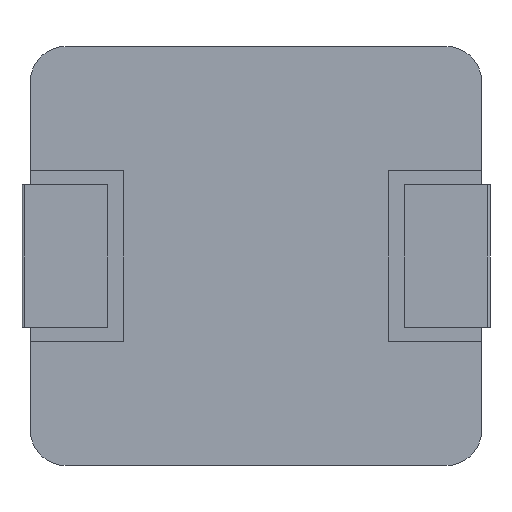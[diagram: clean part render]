
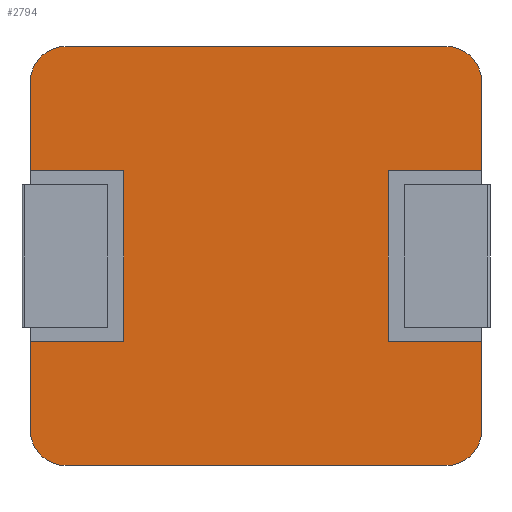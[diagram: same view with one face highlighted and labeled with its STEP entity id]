
A CAD part, front view. The second image highlights one B-rep face of the part: STEP entity #2794.
In plain terms, the highlighted planar face has unit normal (0, -1, 0).
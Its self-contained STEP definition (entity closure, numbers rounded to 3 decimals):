
#34 = EDGE_CURVE ( 'NONE', #3127, #758, #3582, .T. ) ;
#51 = VECTOR ( 'NONE', #3074, 1000. ) ;
#62 = VERTEX_POINT ( 'NONE', #2125 ) ;
#73 = VERTEX_POINT ( 'NONE', #1804 ) ;
#80 = VERTEX_POINT ( 'NONE', #2083 ) ;
#86 = CARTESIAN_POINT ( 'NONE',  ( 0., 0., 0. ) ) ;
#125 = LINE ( 'NONE', #3001, #931 ) ;
#132 = VERTEX_POINT ( 'NONE', #2491 ) ;
#139 = LINE ( 'NONE', #390, #2552 ) ;
#144 = LINE ( 'NONE', #2619, #1344 ) ;
#170 = DIRECTION ( 'NONE',  ( 0., -1., 0. ) ) ;
#186 = EDGE_CURVE ( 'NONE', #557, #1693, #343, .T. ) ;
#210 = DIRECTION ( 'NONE',  ( 0., 0., -1. ) ) ;
#300 = EDGE_CURVE ( 'NONE', #793, #2163, #634, .T. ) ;
#335 = VECTOR ( 'NONE', #1349, 1000. ) ;
#342 = CARTESIAN_POINT ( 'NONE',  ( 0., 0., -9.417 ) ) ;
#343 = LINE ( 'NONE', #2798, #3239 ) ;
#372 = EDGE_CURVE ( 'NONE', #2273, #557, #125, .T. ) ;
#390 = CARTESIAN_POINT ( 'NONE',  ( 11.1, 0., 0. ) ) ;
#409 = ORIENTED_EDGE ( 'NONE', *, *, #3535, .T. ) ;
#536 = AXIS2_PLACEMENT_3D ( 'NONE', #86, #2673, #765 ) ;
#540 = DIRECTION ( 'NONE',  ( 0., 0., -1. ) ) ;
#541 = VERTEX_POINT ( 'NONE', #3161 ) ;
#557 = VERTEX_POINT ( 'NONE', #2832 ) ;
#612 = VERTEX_POINT ( 'NONE', #2146 ) ;
#634 = CIRCLE ( 'NONE', #3019, 0.883 ) ;
#758 = VERTEX_POINT ( 'NONE', #342 ) ;
#765 = DIRECTION ( 'NONE',  ( 0., 0., -1. ) ) ;
#781 = FACE_OUTER_BOUND ( 'NONE', #2912, .T. ) ;
#793 = VERTEX_POINT ( 'NONE', #3243 ) ;
#818 = CARTESIAN_POINT ( 'NONE',  ( 0., 0., -10.3 ) ) ;
#866 = CARTESIAN_POINT ( 'NONE',  ( 2.3, 0., -3.05 ) ) ;
#889 = CARTESIAN_POINT ( 'NONE',  ( 11.1, 0., -3.05 ) ) ;
#904 = EDGE_CURVE ( 'NONE', #132, #3093, #924, .T. ) ;
#924 = LINE ( 'NONE', #3564, #335 ) ;
#931 = VECTOR ( 'NONE', #3611, 1000. ) ;
#969 = CARTESIAN_POINT ( 'NONE',  ( 0., 0., 0. ) ) ;
#1006 = LINE ( 'NONE', #818, #51 ) ;
#1038 = EDGE_CURVE ( 'NONE', #541, #2316, #1666, .T. ) ;
#1088 = VECTOR ( 'NONE', #3160, 1000. ) ;
#1155 = ORIENTED_EDGE ( 'NONE', *, *, #186, .T. ) ;
#1294 = VECTOR ( 'NONE', #2488, 1000. ) ;
#1344 = VECTOR ( 'NONE', #1388, 1000. ) ;
#1349 = DIRECTION ( 'NONE',  ( 0., 0., 1. ) ) ;
#1378 = CARTESIAN_POINT ( 'NONE',  ( 10.217, 0., -0.883 ) ) ;
#1388 = DIRECTION ( 'NONE',  ( 1., 0., 0. ) ) ;
#1482 = CARTESIAN_POINT ( 'NONE',  ( 8.8, 0., -3.05 ) ) ;
#1502 = DIRECTION ( 'NONE',  ( 0., 0., 1. ) ) ;
#1564 = DIRECTION ( 'NONE',  ( 1., 0., 0. ) ) ;
#1632 = ORIENTED_EDGE ( 'NONE', *, *, #372, .T. ) ;
#1666 = CIRCLE ( 'NONE', #2730, 0.883 ) ;
#1693 = VERTEX_POINT ( 'NONE', #1482 ) ;
#1722 = DIRECTION ( 'NONE',  ( -1., 0., 0. ) ) ;
#1804 = CARTESIAN_POINT ( 'NONE',  ( 0.883, 0., -10.3 ) ) ;
#1817 = VERTEX_POINT ( 'NONE', #2234 ) ;
#1884 = LINE ( 'NONE', #969, #1987 ) ;
#1987 = VECTOR ( 'NONE', #3176, 1000. ) ;
#2083 = CARTESIAN_POINT ( 'NONE',  ( 0., 0., -0.883 ) ) ;
#2115 = ORIENTED_EDGE ( 'NONE', *, *, #3649, .T. ) ;
#2124 = CARTESIAN_POINT ( 'NONE',  ( 10.217, 0., -9.417 ) ) ;
#2125 = CARTESIAN_POINT ( 'NONE',  ( 0., 0., -3.05 ) ) ;
#2139 = CIRCLE ( 'NONE', #3168, 0.883 ) ;
#2146 = CARTESIAN_POINT ( 'NONE',  ( 11.1, 0., -3.05 ) ) ;
#2163 = VERTEX_POINT ( 'NONE', #3566 ) ;
#2174 = CARTESIAN_POINT ( 'NONE',  ( 0.883, 0., -0.883 ) ) ;
#2201 = ORIENTED_EDGE ( 'NONE', *, *, #2296, .F. ) ;
#2234 = CARTESIAN_POINT ( 'NONE',  ( 0.883, 0., 0. ) ) ;
#2259 = VECTOR ( 'NONE', #1722, 1000. ) ;
#2273 = VERTEX_POINT ( 'NONE', #2689 ) ;
#2286 = VECTOR ( 'NONE', #1564, 1000. ) ;
#2296 = EDGE_CURVE ( 'NONE', #2273, #2316, #2990, .T. ) ;
#2303 = ORIENTED_EDGE ( 'NONE', *, *, #4119, .F. ) ;
#2316 = VERTEX_POINT ( 'NONE', #3703 ) ;
#2346 = ORIENTED_EDGE ( 'NONE', *, *, #2605, .F. ) ;
#2452 = CARTESIAN_POINT ( 'NONE',  ( 0.883, 0., -9.417 ) ) ;
#2488 = DIRECTION ( 'NONE',  ( 0., 0., -1. ) ) ;
#2491 = CARTESIAN_POINT ( 'NONE',  ( 2.3, 0., -7.25 ) ) ;
#2552 = VECTOR ( 'NONE', #3547, 1000. ) ;
#2605 = EDGE_CURVE ( 'NONE', #793, #612, #139, .T. ) ;
#2619 = CARTESIAN_POINT ( 'NONE',  ( 0., 0., 0. ) ) ;
#2671 = DIRECTION ( 'NONE',  ( 0., 0., -1. ) ) ;
#2673 = DIRECTION ( 'NONE',  ( 0., -1., 0. ) ) ;
#2686 = PLANE ( 'NONE',  #536 ) ;
#2689 = CARTESIAN_POINT ( 'NONE',  ( 11.1, 0., -7.25 ) ) ;
#2730 = AXIS2_PLACEMENT_3D ( 'NONE', #2124, #3717, #210 ) ;
#2734 = DIRECTION ( 'NONE',  ( 0., 0., -1. ) ) ;
#2794 = ADVANCED_FACE ( 'NONE', ( #781 ), #2686, .T. ) ;
#2798 = CARTESIAN_POINT ( 'NONE',  ( 8.8, 0., -3.05 ) ) ;
#2832 = CARTESIAN_POINT ( 'NONE',  ( 8.8, 0., -7.25 ) ) ;
#2833 = CARTESIAN_POINT ( 'NONE',  ( 0., 0., -7.25 ) ) ;
#2896 = ORIENTED_EDGE ( 'NONE', *, *, #1038, .T. ) ;
#2912 = EDGE_LOOP ( 'NONE', ( #2201, #1632, #1155, #409, #2346, #3702, #3658, #3970, #2115, #3567, #3865, #2303, #4004, #3229, #3824, #2896 ) ) ;
#2935 = LINE ( 'NONE', #2833, #2286 ) ;
#2943 = EDGE_CURVE ( 'NONE', #3093, #62, #3858, .T. ) ;
#2990 = LINE ( 'NONE', #3763, #1294 ) ;
#3001 = CARTESIAN_POINT ( 'NONE',  ( 11.1, 0., -7.25 ) ) ;
#3019 = AXIS2_PLACEMENT_3D ( 'NONE', #1378, #3650, #2671 ) ;
#3024 = CARTESIAN_POINT ( 'NONE',  ( 0., 0., 0. ) ) ;
#3074 = DIRECTION ( 'NONE',  ( 1., 0., 0. ) ) ;
#3093 = VERTEX_POINT ( 'NONE', #866 ) ;
#3115 = DIRECTION ( 'NONE',  ( 0., 0., -1. ) ) ;
#3127 = VERTEX_POINT ( 'NONE', #3181 ) ;
#3160 = DIRECTION ( 'NONE',  ( 1., 0., 0. ) ) ;
#3161 = CARTESIAN_POINT ( 'NONE',  ( 10.217, 0., -10.3 ) ) ;
#3168 = AXIS2_PLACEMENT_3D ( 'NONE', #2174, #4060, #3115 ) ;
#3176 = DIRECTION ( 'NONE',  ( 0., 0., -1. ) ) ;
#3181 = CARTESIAN_POINT ( 'NONE',  ( 0., 0., -7.25 ) ) ;
#3229 = ORIENTED_EDGE ( 'NONE', *, *, #3873, .T. ) ;
#3239 = VECTOR ( 'NONE', #1502, 1000. ) ;
#3243 = CARTESIAN_POINT ( 'NONE',  ( 11.1, 0., -0.883 ) ) ;
#3274 = EDGE_CURVE ( 'NONE', #1817, #2163, #144, .T. ) ;
#3461 = EDGE_CURVE ( 'NONE', #73, #541, #1006, .T. ) ;
#3498 = VECTOR ( 'NONE', #540, 1000. ) ;
#3535 = EDGE_CURVE ( 'NONE', #1693, #612, #3791, .T. ) ;
#3547 = DIRECTION ( 'NONE',  ( 0., 0., -1. ) ) ;
#3564 = CARTESIAN_POINT ( 'NONE',  ( 2.3, 0., -3.05 ) ) ;
#3566 = CARTESIAN_POINT ( 'NONE',  ( 10.217, 0., 0. ) ) ;
#3567 = ORIENTED_EDGE ( 'NONE', *, *, #2943, .F. ) ;
#3582 = LINE ( 'NONE', #3024, #3498 ) ;
#3584 = EDGE_CURVE ( 'NONE', #1817, #80, #2139, .T. ) ;
#3611 = DIRECTION ( 'NONE',  ( -1., 0., 0. ) ) ;
#3649 = EDGE_CURVE ( 'NONE', #80, #62, #1884, .T. ) ;
#3650 = DIRECTION ( 'NONE',  ( 0., -1., 0. ) ) ;
#3658 = ORIENTED_EDGE ( 'NONE', *, *, #3274, .F. ) ;
#3669 = CARTESIAN_POINT ( 'NONE',  ( 0., 0., -3.05 ) ) ;
#3702 = ORIENTED_EDGE ( 'NONE', *, *, #300, .T. ) ;
#3703 = CARTESIAN_POINT ( 'NONE',  ( 11.1, 0., -9.417 ) ) ;
#3717 = DIRECTION ( 'NONE',  ( 0., -1., 0. ) ) ;
#3763 = CARTESIAN_POINT ( 'NONE',  ( 11.1, 0., 0. ) ) ;
#3791 = LINE ( 'NONE', #889, #1088 ) ;
#3824 = ORIENTED_EDGE ( 'NONE', *, *, #3461, .T. ) ;
#3858 = LINE ( 'NONE', #3669, #2259 ) ;
#3865 = ORIENTED_EDGE ( 'NONE', *, *, #904, .F. ) ;
#3873 = EDGE_CURVE ( 'NONE', #758, #73, #3934, .T. ) ;
#3934 = CIRCLE ( 'NONE', #4016, 0.883 ) ;
#3970 = ORIENTED_EDGE ( 'NONE', *, *, #3584, .T. ) ;
#4004 = ORIENTED_EDGE ( 'NONE', *, *, #34, .T. ) ;
#4016 = AXIS2_PLACEMENT_3D ( 'NONE', #2452, #170, #2734 ) ;
#4060 = DIRECTION ( 'NONE',  ( 0., -1., 0. ) ) ;
#4119 = EDGE_CURVE ( 'NONE', #3127, #132, #2935, .T. ) ;
